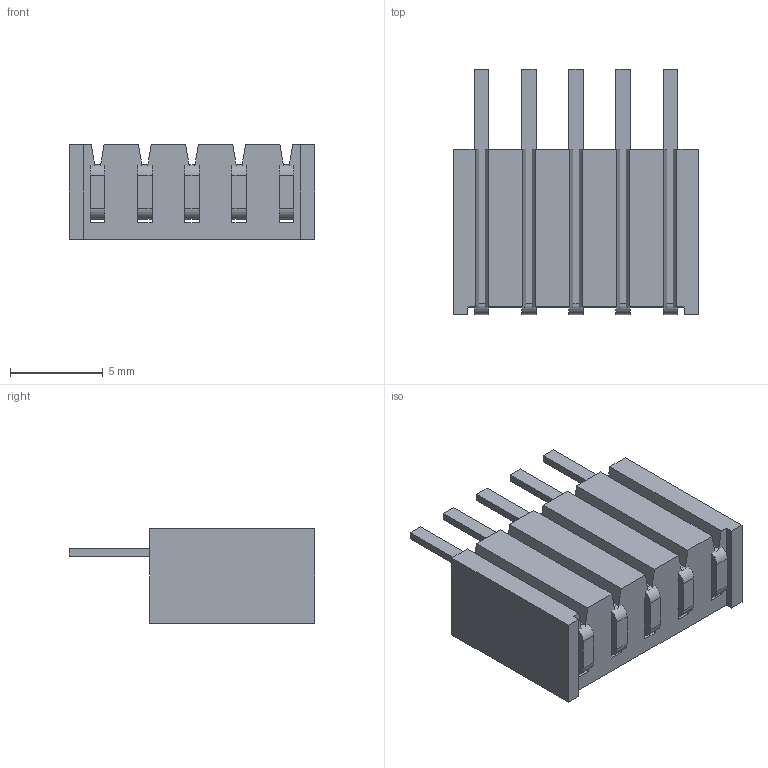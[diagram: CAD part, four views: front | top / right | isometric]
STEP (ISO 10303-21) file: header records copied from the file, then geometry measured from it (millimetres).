
FILE_DESCRIPTION(/* description */ ('STEP AP214'),/* implementation_level */ '2;1');
FILE_NAME(/* name */ 'BSW-105-04-G-S',/* time_stamp */ '2024-06-12T15:18:58+02:00',/* author */ ('License CC BY-ND 4.0'),/* organization */ ('CADENAS'),/* preprocessor_version */ 'ST-DEVELOPER v19.3',/* originating_system */ 'PARTsolutions',/* authorisation */ ' ');
FILE_SCHEMA (('AUTOMOTIVE_DESIGN {1 0 10303 214 3 1 1}'));
Length unit declared in the file: inch
Products named in the file (3): BSW-105-04-G-S; BSW-05-04-S_socket; C-8-5-01-05-S
Assembly tree (2 placements, depth 2):
  BSW-105-04-G-S
    BSW-05-04-S_socket
    C-8-5-01-05-S
Bounding box: 13.21 x 13.21 x 5.08 mm (x, y, z)
Volume: 584.4 mm3; surface area: 1052.8 mm2
Topology: 2 solids, 2 shells, 174 faces, 520 edges, 340 vertices
Faces by surface type: plane 154, cylinder 20
Entity records: 5862 total; most frequent: ORIENTED_EDGE 1040, CARTESIAN_POINT 1037, DIRECTION 914, EDGE_CURVE 520, LINE 480, VECTOR 480, VERTEX_POINT 340, AXIS2_PLACEMENT_3D 217
